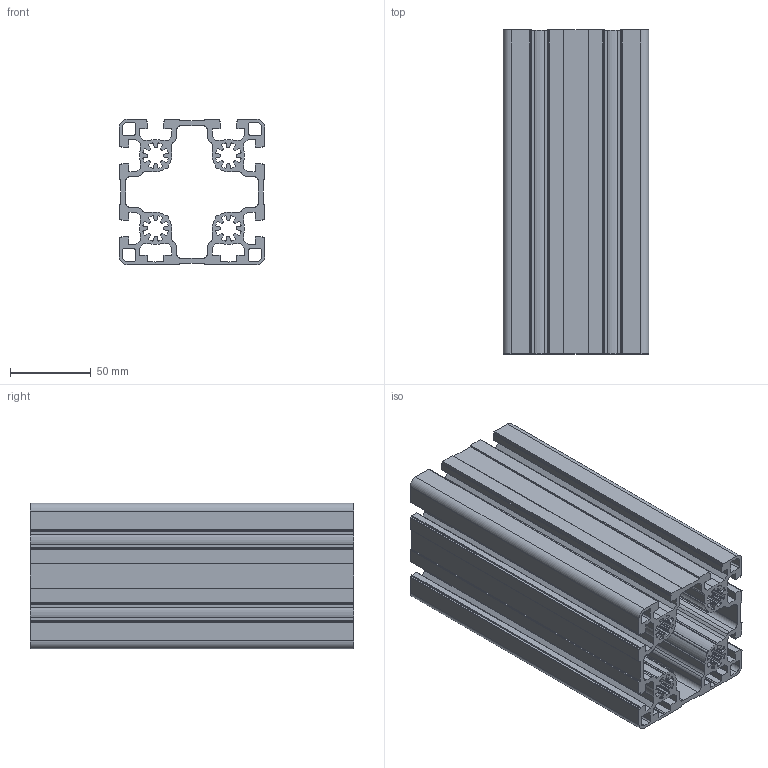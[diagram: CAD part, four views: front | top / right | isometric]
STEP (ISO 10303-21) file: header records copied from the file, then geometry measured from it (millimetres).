
FILE_DESCRIPTION(/* description */ ('Aluminiumprofil 90x90L 6N'),/* implementation_level */ '2;1');
FILE_NAME(/* name */ '411990600 Aluminiumprofil 90x90L 6N.stp',/* time_stamp */ '2019-07-16T09:23:28+02:00',/* author */ ('wheldmann'),/* organization */ (''),/* preprocessor_version */ 'ST-DEVELOPER v17.2',/* originating_system */ 'Autodesk Inventor 2019',/* authorisation */ ' ');
FILE_SCHEMA (('AUTOMOTIVE_DESIGN { 1 0 10303 214 3 1 1 }'));
Length unit declared in the file: millimetre
Products named in the file (1): 411990600
Bounding box: 90 x 200 x 90 mm (x, y, z)
Volume: 471908.5 mm3; surface area: 299666.3 mm2
Topology: 1 solids, 1 shells, 606 faces, 1812 edges, 1208 vertices
Faces by surface type: cylinder 342, plane 264
Entity records: 20725 total; most frequent: DIRECTION 3710, CARTESIAN_POINT 3627, ORIENTED_EDGE 3624, EDGE_CURVE 1812, AXIS2_PLACEMENT_3D 1291, VERTEX_POINT 1208, LINE 1128, VECTOR 1128
